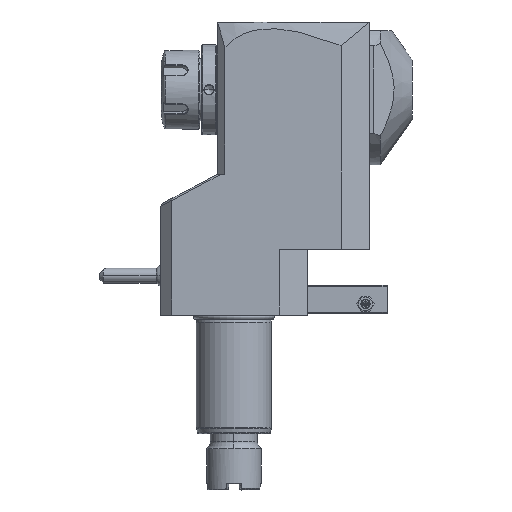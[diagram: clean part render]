
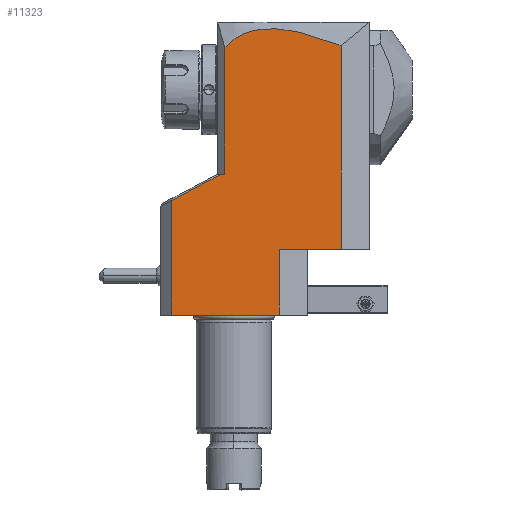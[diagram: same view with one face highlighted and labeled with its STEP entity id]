
A CAD part, top view. The second image highlights one B-rep face of the part: STEP entity #11323.
In plain terms, the highlighted planar face has unit normal (0, 0, 1).
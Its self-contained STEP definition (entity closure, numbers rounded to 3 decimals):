
#63=DIRECTION('',(1.,0.,0.));
#64=VECTOR('',#63,1.978);
#65=CARTESIAN_POINT('',(-6.778,75.,37.5));
#66=LINE('',#65,#64);
#87=DIRECTION('',(0.,-1.,0.));
#88=VECTOR('',#87,108.515);
#89=CARTESIAN_POINT('',(57.,143.515,37.5));
#90=LINE('',#89,#88);
#91=DIRECTION('',(0.883,0.469,0.));
#92=VECTOR('',#91,0.179);
#93=CARTESIAN_POINT('',(-33.,61.058,37.5));
#94=LINE('',#93,#92);
#95=DIRECTION('',(-0.883,-0.469,0.));
#96=VECTOR('',#95,29.519);
#97=CARTESIAN_POINT('',(-6.778,75.,37.5));
#98=LINE('',#97,#96);
#99=DIRECTION('',(0.,-1.,0.));
#100=VECTOR('',#99,67.483);
#101=CARTESIAN_POINT('',(-4.8,142.483,37.5));
#102=LINE('',#101,#100);
#103=CARTESIAN_POINT('',(57.,143.515,37.5));
#104=CARTESIAN_POINT('',(55.779,143.995,37.5));
#105=CARTESIAN_POINT('',(53.403,144.904,37.5));
#106=CARTESIAN_POINT('',(50.037,146.122,37.5));
#107=CARTESIAN_POINT('',(46.865,147.202,37.5));
#108=CARTESIAN_POINT('',(43.884,148.151,37.5));
#109=CARTESIAN_POINT('',(41.092,148.975,37.5));
#110=CARTESIAN_POINT('',(38.487,149.683,37.5));
#111=CARTESIAN_POINT('',(36.062,150.285,37.5));
#112=CARTESIAN_POINT('',(33.798,150.791,37.5));
#113=CARTESIAN_POINT('',(31.682,151.213,37.5));
#114=CARTESIAN_POINT('',(29.694,151.559,37.5));
#115=CARTESIAN_POINT('',(27.823,151.839,37.5));
#116=CARTESIAN_POINT('',(26.059,152.057,37.5));
#117=CARTESIAN_POINT('',(24.389,152.22,37.5));
#118=CARTESIAN_POINT('',(22.803,152.333,37.5));
#119=CARTESIAN_POINT('',(21.298,152.4,37.5));
#120=CARTESIAN_POINT('',(19.868,152.425,37.5));
#121=CARTESIAN_POINT('',(18.506,152.411,37.5));
#122=CARTESIAN_POINT('',(17.205,152.361,37.5));
#123=CARTESIAN_POINT('',(15.962,152.277,37.5));
#124=CARTESIAN_POINT('',(14.77,152.162,37.5));
#125=CARTESIAN_POINT('',(13.626,152.018,37.5));
#126=CARTESIAN_POINT('',(12.526,151.846,37.5));
#127=CARTESIAN_POINT('',(11.466,151.648,37.5));
#128=CARTESIAN_POINT('',(10.444,151.424,37.5));
#129=CARTESIAN_POINT('',(9.455,151.176,37.5));
#130=CARTESIAN_POINT('',(8.498,150.904,37.5));
#131=CARTESIAN_POINT('',(7.57,150.608,37.5));
#132=CARTESIAN_POINT('',(6.668,150.29,37.5));
#133=CARTESIAN_POINT('',(5.791,149.949,37.5));
#134=CARTESIAN_POINT('',(4.937,149.585,37.5));
#135=CARTESIAN_POINT('',(4.103,149.197,37.5));
#136=CARTESIAN_POINT('',(3.289,148.787,37.5));
#137=CARTESIAN_POINT('',(2.491,148.353,37.5));
#138=CARTESIAN_POINT('',(1.71,147.894,37.5));
#139=CARTESIAN_POINT('',(0.943,147.411,37.5));
#140=CARTESIAN_POINT('',(0.19,146.901,37.5));
#141=CARTESIAN_POINT('',(-0.552,146.364,37.5));
#142=CARTESIAN_POINT('',(-1.281,145.799,37.5));
#143=CARTESIAN_POINT('',(-2.002,145.204,37.5));
#144=CARTESIAN_POINT('',(-2.713,144.577,37.5));
#145=CARTESIAN_POINT('',(-3.416,143.917,37.5));
#146=CARTESIAN_POINT('',(-4.112,143.222,37.5));
#147=CARTESIAN_POINT('',(-4.572,142.733,37.5));
#148=CARTESIAN_POINT('',(-4.8,142.483,37.5));
#326=DIRECTION('',(1.,0.,0.));
#327=VECTOR('',#326,33.);
#328=CARTESIAN_POINT('',(24.,35.,37.5));
#329=LINE('',#328,#327);
#370=DIRECTION('',(-1.,0.,0.));
#371=VECTOR('',#370,57.);
#372=CARTESIAN_POINT('',(24.,0.,37.5));
#373=LINE('',#372,#371);
#452=DIRECTION('',(0.,-1.,0.));
#453=VECTOR('',#452,61.058);
#454=CARTESIAN_POINT('',(-33.,61.058,37.5));
#455=LINE('',#454,#453);
#1061=DIRECTION('',(0.,1.,0.));
#1062=VECTOR('',#1061,35.);
#1063=CARTESIAN_POINT('',(24.,0.,37.5));
#1064=LINE('',#1063,#1062);
#10545=CARTESIAN_POINT('',(-6.778,75.,37.5));
#10546=VERTEX_POINT('',#10545);
#10559=CARTESIAN_POINT('',(24.,35.,37.5));
#10560=VERTEX_POINT('',#10559);
#10589=VERTEX_POINT('',#103);
#10590=VERTEX_POINT('',#148);
#10615=CARTESIAN_POINT('',(-4.8,75.,37.5));
#10616=VERTEX_POINT('',#10615);
#10958=CARTESIAN_POINT('',(57.,35.,37.5));
#10959=VERTEX_POINT('',#10958);
#10964=CARTESIAN_POINT('',(-33.,61.058,37.5));
#10966=VERTEX_POINT('',#10964);
#10976=CARTESIAN_POINT('',(24.,0.,37.5));
#10977=VERTEX_POINT('',#10976);
#10978=CARTESIAN_POINT('',(-33.,0.,37.5));
#10979=VERTEX_POINT('',#10978);
#11045=CARTESIAN_POINT('',(-32.842,61.142,37.5));
#11047=VERTEX_POINT('',#11045);
#11298=CARTESIAN_POINT('',(-39.202,35.,37.5));
#11299=DIRECTION('',(0.,0.,1.));
#11300=DIRECTION('',(1.,0.,0.));
#11301=AXIS2_PLACEMENT_3D('',#11298,#11299,#11300);
#11302=PLANE('',#11301);
#11304=ORIENTED_EDGE('',*,*,#11303,.T.);
#11306=ORIENTED_EDGE('',*,*,#11305,.F.);
#11308=ORIENTED_EDGE('',*,*,#11307,.F.);
#11310=ORIENTED_EDGE('',*,*,#11309,.T.);
#11312=ORIENTED_EDGE('',*,*,#11311,.F.);
#11314=ORIENTED_EDGE('',*,*,#11313,.T.);
#11316=ORIENTED_EDGE('',*,*,#11315,.F.);
#11317=ORIENTED_EDGE('',*,*,#11282,.T.);
#11318=ORIENTED_EDGE('',*,*,#11271,.F.);
#11320=ORIENTED_EDGE('',*,*,#11319,.F.);
#11321=EDGE_LOOP('',(#11304,#11306,#11308,#11310,#11312,#11314,#11316,#11317,
#11318,#11320));
#11322=FACE_OUTER_BOUND('',#11321,.F.);
#149=B_SPLINE_CURVE_WITH_KNOTS('',3,(#103,#104,#105,#106,#107,#108,#109,#110,
#111,#112,#113,#114,#115,#116,#117,#118,#119,#120,#121,#122,#123,#124,#125,#126,
#127,#128,#129,#130,#131,#132,#133,#134,#135,#136,#137,#138,#139,#140,#141,#142,
#143,#144,#145,#146,#147,#148),.UNSPECIFIED.,.F.,.F.,(4,1,1,1,1,1,1,1,1,1,1,1,1,
1,1,1,1,1,1,1,1,1,1,1,1,1,1,1,1,1,1,1,1,1,1,1,1,1,1,1,1,1,1,4),(0.,
0.023,0.047,0.07,0.093,
0.116,0.14,0.163,0.186,
0.209,0.233,0.256,0.279,
0.302,0.326,0.349,0.372,
0.395,0.419,0.442,0.465,
0.488,0.512,0.535,0.558,
0.581,0.605,0.628,0.651,
0.674,0.698,0.721,0.744,
0.767,0.791,0.814,0.837,
0.86,0.884,0.907,0.93,
0.953,0.977,1.),.UNSPECIFIED.);
#11271=EDGE_CURVE('',#10590,#10616,#102,.T.);
#11282=EDGE_CURVE('',#10546,#10616,#66,.T.);
#11303=EDGE_CURVE('',#10589,#10959,#90,.T.);
#11305=EDGE_CURVE('',#10560,#10959,#329,.T.);
#11307=EDGE_CURVE('',#10977,#10560,#1064,.T.);
#11309=EDGE_CURVE('',#10977,#10979,#373,.T.);
#11311=EDGE_CURVE('',#10966,#10979,#455,.T.);
#11313=EDGE_CURVE('',#10966,#11047,#94,.T.);
#11315=EDGE_CURVE('',#10546,#11047,#98,.T.);
#11319=EDGE_CURVE('',#10589,#10590,#149,.T.);
#11323=ADVANCED_FACE('',(#11322),#11302,.T.);
